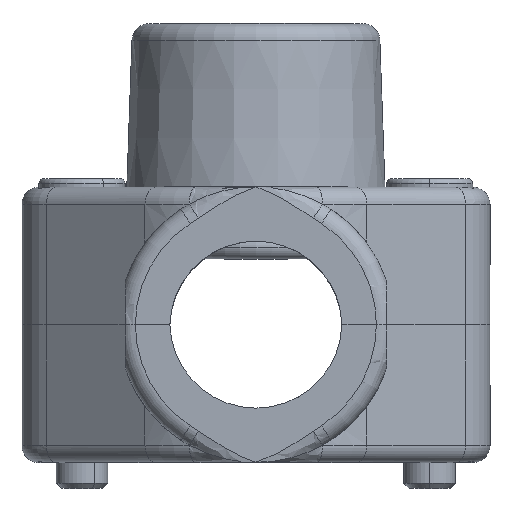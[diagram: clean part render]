
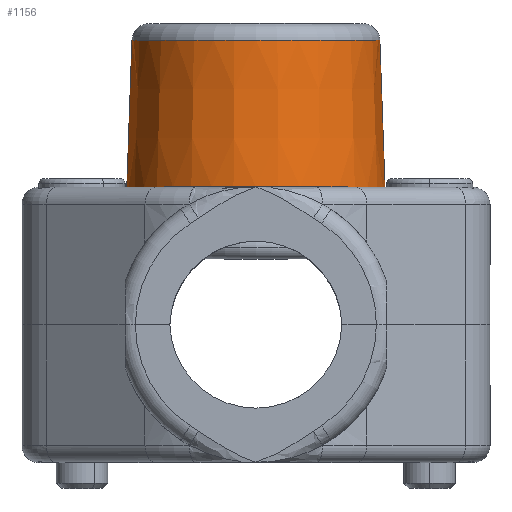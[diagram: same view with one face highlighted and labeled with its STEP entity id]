
A CAD part, top view. The second image highlights one B-rep face of the part: STEP entity #1156.
In plain terms, the highlighted conical face has half-angle 2 degrees and reference radius 15 mm.
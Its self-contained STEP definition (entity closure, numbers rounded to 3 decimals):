
#126 = DIRECTION ( 'NONE',  ( 1., 0., 0. ) ) ;
#326 = EDGE_CURVE ( 'NONE', #10788, #564, #10151, .T. ) ;
#564 = VERTEX_POINT ( 'NONE', #804 ) ;
#804 = CARTESIAN_POINT ( 'NONE',  ( 15., 16., 0. ) ) ;
#1156 = ADVANCED_FACE ( 'NONE', ( #7873 ), #7617, .T. ) ;
#1324 = EDGE_CURVE ( 'NONE', #5329, #9099, #9331, .T. ) ;
#1495 = DIRECTION ( 'NONE',  ( 1., 0., 0. ) ) ;
#1533 = DIRECTION ( 'NONE',  ( 0., -1., 0. ) ) ;
#2095 = CARTESIAN_POINT ( 'NONE',  ( -14.404, 33.07, 0. ) ) ;
#2677 = AXIS2_PLACEMENT_3D ( 'NONE', #5807, #6835, #126 ) ;
#2997 = VECTOR ( 'NONE', #9133, 1000. ) ;
#3942 = CARTESIAN_POINT ( 'NONE',  ( -15., 16., 0. ) ) ;
#4898 = EDGE_CURVE ( 'NONE', #9099, #10788, #7220, .T. ) ;
#5259 = CARTESIAN_POINT ( 'NONE',  ( -15., 16., 0. ) ) ;
#5329 = VERTEX_POINT ( 'NONE', #6287 ) ;
#5652 = ORIENTED_EDGE ( 'NONE', *, *, #5774, .F. ) ;
#5774 = EDGE_CURVE ( 'NONE', #5329, #564, #7744, .T. ) ;
#5807 = CARTESIAN_POINT ( 'NONE',  ( 0., 16., 0. ) ) ;
#5936 = AXIS2_PLACEMENT_3D ( 'NONE', #9142, #1533, #1495 ) ;
#5969 = ORIENTED_EDGE ( 'NONE', *, *, #326, .T. ) ;
#6287 = CARTESIAN_POINT ( 'NONE',  ( 14.404, 33.07, 0. ) ) ;
#6835 = DIRECTION ( 'NONE',  ( 0., -1., 0. ) ) ;
#7220 = LINE ( 'NONE', #3942, #9474 ) ;
#7328 = DIRECTION ( 'NONE',  ( -0.035, -0.999, 0. ) ) ;
#7617 = CONICAL_SURFACE ( 'NONE', #2677, 15., 0.035 ) ;
#7744 = LINE ( 'NONE', #8275, #2997 ) ;
#7873 = FACE_OUTER_BOUND ( 'NONE', #8835, .T. ) ;
#8191 = ORIENTED_EDGE ( 'NONE', *, *, #1324, .T. ) ;
#8275 = CARTESIAN_POINT ( 'NONE',  ( 15., 16., 0. ) ) ;
#8449 = CARTESIAN_POINT ( 'NONE',  ( 0., 16., 0. ) ) ;
#8479 = DIRECTION ( 'NONE',  ( 1., 0., 0. ) ) ;
#8548 = DIRECTION ( 'NONE',  ( 0., 1., 0. ) ) ;
#8835 = EDGE_LOOP ( 'NONE', ( #8191, #10266, #5969, #5652 ) ) ;
#9099 = VERTEX_POINT ( 'NONE', #2095 ) ;
#9133 = DIRECTION ( 'NONE',  ( 0.035, -0.999, 0. ) ) ;
#9142 = CARTESIAN_POINT ( 'NONE',  ( 0., 33.07, 0. ) ) ;
#9331 = CIRCLE ( 'NONE', #5936, 14.404 ) ;
#9474 = VECTOR ( 'NONE', #7328, 1000. ) ;
#10087 = AXIS2_PLACEMENT_3D ( 'NONE', #8449, #8548, #8479 ) ;
#10151 = CIRCLE ( 'NONE', #10087, 15. ) ;
#10266 = ORIENTED_EDGE ( 'NONE', *, *, #4898, .T. ) ;
#10788 = VERTEX_POINT ( 'NONE', #5259 ) ;
